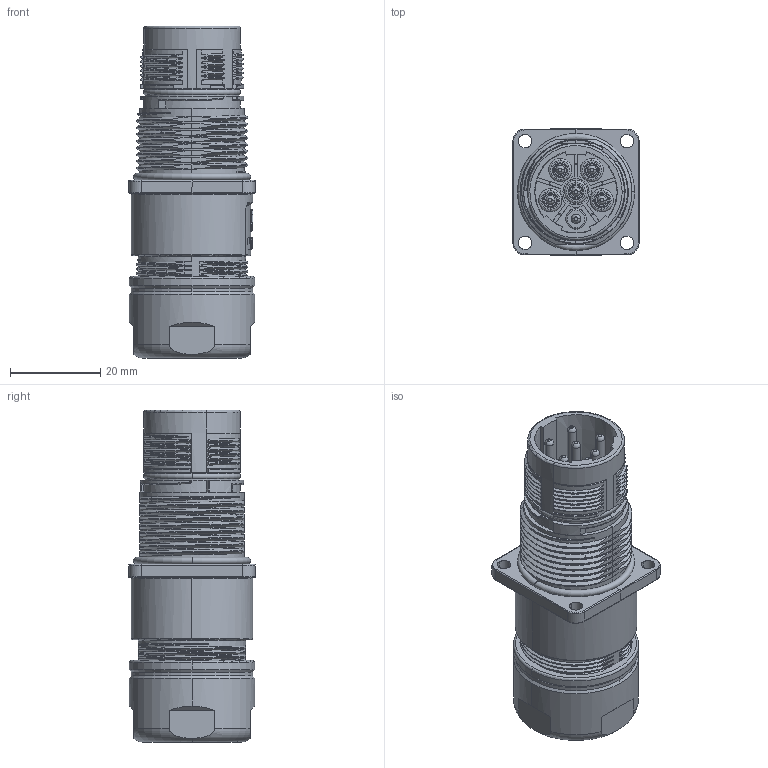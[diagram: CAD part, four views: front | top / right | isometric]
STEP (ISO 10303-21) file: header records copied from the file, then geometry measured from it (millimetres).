
FILE_DESCRIPTION((''),'2;1');
FILE_NAME('ASM0001_SW0001','2022-07-22T',('zh.su'),(''),'PRO/ENGINEER BY PARAMETRIC TECHNOLOGY CORPORATION, 2012480','PRO/ENGINEER BY PARAMETRIC TECHNOLOGY CORPORATION, 2012480','');
FILE_SCHEMA(('CONFIG_CONTROL_DESIGN'));
Length unit declared in the file: millimetre
Products named in the file (1): ASM0001_SW0001
Bounding box: 28 x 28 x 73.68 mm (x, y, z)
Volume: 33278.7 mm3; surface area: 11411 mm2
Topology: 1 solids, 1 shells, 837 faces, 2213 edges, 1423 vertices
Faces by surface type: cylinder 286, plane 196, bspline 191, torus 67, cone 63, extrusion 19, sphere 15
Entity records: 38975 total; most frequent: CARTESIAN_POINT 20623, ORIENTED_EDGE 4420, DIRECTION 2841, EDGE_CURVE 2210, VERTEX_POINT 1423, B_SPLINE_CURVE_WITH_KNOTS 1116, AXIS2_PLACEMENT_3D 1082, EDGE_LOOP 893
